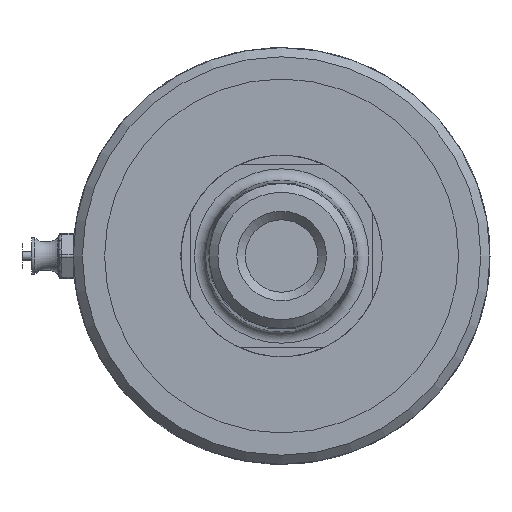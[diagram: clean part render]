
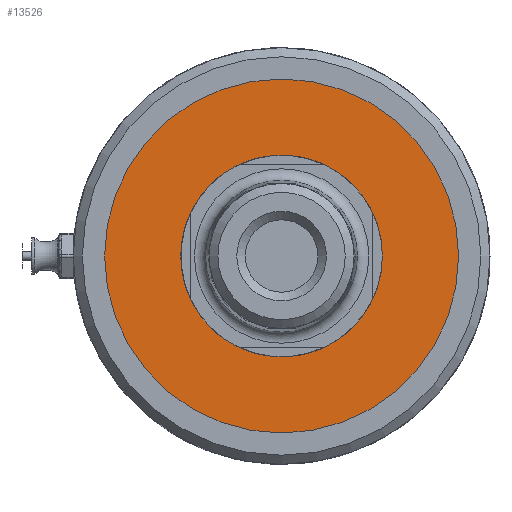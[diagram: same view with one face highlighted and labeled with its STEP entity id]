
A CAD part, left-side view. The second image highlights one B-rep face of the part: STEP entity #13526.
In plain terms, the highlighted planar face has unit normal (-1, 0, 0).
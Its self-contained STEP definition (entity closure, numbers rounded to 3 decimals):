
#611=PLANE('',#14418);
#755=FACE_BOUND('',#2859,.T.);
#2070=FACE_OUTER_BOUND('',#2858,.T.);
#2858=EDGE_LOOP('',(#11646));
#2859=EDGE_LOOP('',(#11647,#11648));
#3375=CIRCLE('',#14417,31.);
#3376=CIRCLE('',#14419,17.65);
#3377=CIRCLE('',#14420,17.65);
#6076=VERTEX_POINT('',#96479);
#6077=VERTEX_POINT('',#96483);
#6078=VERTEX_POINT('',#96484);
#7962=EDGE_CURVE('',#6076,#6076,#3375,.T.);
#7963=EDGE_CURVE('',#6077,#6078,#3376,.T.);
#7964=EDGE_CURVE('',#6078,#6077,#3377,.T.);
#11646=ORIENTED_EDGE('',*,*,#7962,.T.);
#11647=ORIENTED_EDGE('',*,*,#7963,.F.);
#11648=ORIENTED_EDGE('',*,*,#7964,.F.);
#13526=ADVANCED_FACE('',(#2070,#755),#611,.F.);
#14417=AXIS2_PLACEMENT_3D('',#96481,#16821,#16822);
#14418=AXIS2_PLACEMENT_3D('',#96482,#16823,#16824);
#14419=AXIS2_PLACEMENT_3D('',#96485,#16825,#16826);
#14420=AXIS2_PLACEMENT_3D('',#96486,#16827,#16828);
#16821=DIRECTION('center_axis',(-1.,0.,0.));
#16822=DIRECTION('ref_axis',(0.,0.,-1.));
#16823=DIRECTION('center_axis',(1.,0.,0.));
#16824=DIRECTION('ref_axis',(0.,0.,-1.));
#16825=DIRECTION('center_axis',(-1.,0.,0.));
#16826=DIRECTION('ref_axis',(0.,0.,-1.));
#16827=DIRECTION('center_axis',(-1.,0.,0.));
#16828=DIRECTION('ref_axis',(0.,0.,-1.));
#96479=CARTESIAN_POINT('',(40.,0.,31.));
#96481=CARTESIAN_POINT('Origin',(40.,0.,0.));
#96482=CARTESIAN_POINT('Origin',(40.,0.,0.));
#96483=CARTESIAN_POINT('',(40.,0.,17.65));
#96484=CARTESIAN_POINT('',(40.,-17.65,0.));
#96485=CARTESIAN_POINT('Origin',(40.,0.,0.));
#96486=CARTESIAN_POINT('Origin',(40.,0.,0.));
